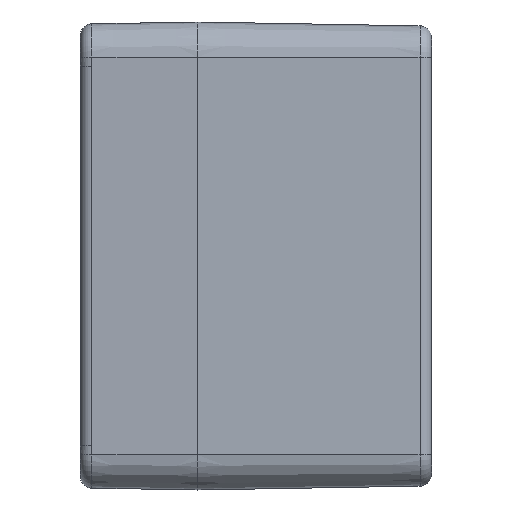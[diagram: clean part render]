
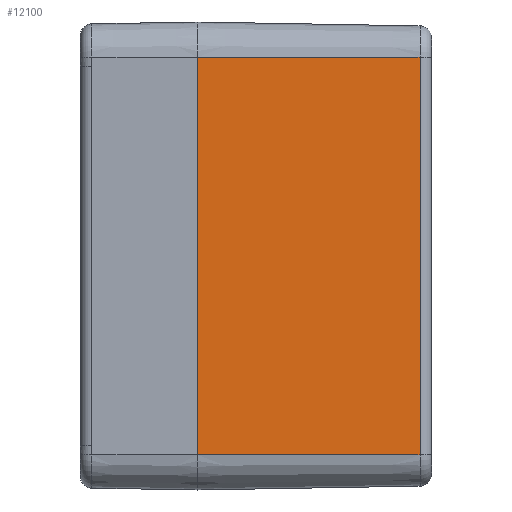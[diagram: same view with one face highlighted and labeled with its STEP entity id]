
A CAD part, left-side view. The second image highlights one B-rep face of the part: STEP entity #12100.
In plain terms, the highlighted planar face has unit normal (-1, -0.018, 0).
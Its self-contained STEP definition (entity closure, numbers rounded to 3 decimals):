
#6495 = CARTESIAN_POINT ( 'NONE',  ( -87.5, 40., 34. ) ) ;
#6496 = DIRECTION ( 'NONE',  ( 0., 0., 1. ) ) ;
#6497 = VECTOR ( 'NONE', #6496, 1000. ) ;
#6498 = CARTESIAN_POINT ( 'NONE',  ( -87.5, 40., -40. ) ) ;
#6503 = LINE ( 'NONE', #6498, #6497 ) ;
#6542 = CARTESIAN_POINT ( 'NONE',  ( -87.5, 40., -34. ) ) ;
#7011 = CARTESIAN_POINT ( 'NONE',  ( -86.836, 1.965, -34. ) ) ;
#7012 = DIRECTION ( 'NONE',  ( 0.017, -1., 0. ) ) ;
#7013 = VECTOR ( 'NONE', #7012, 1000. ) ;
#7014 = CARTESIAN_POINT ( 'NONE',  ( -87.5, 40., -34. ) ) ;
#7016 = LINE ( 'NONE', #7014, #7013 ) ;
#7075 = CARTESIAN_POINT ( 'NONE',  ( -86.836, 1.965, 34. ) ) ;
#7076 = DIRECTION ( 'NONE',  ( 0., 0., 1. ) ) ;
#7077 = VECTOR ( 'NONE', #7076, 1000. ) ;
#7078 = CARTESIAN_POINT ( 'NONE',  ( -86.836, 1.965, -40. ) ) ;
#7079 = LINE ( 'NONE', #7078, #7077 ) ;
#7176 = DIRECTION ( 'NONE',  ( -0.017, 1., 0. ) ) ;
#7177 = VECTOR ( 'NONE', #7176, 1000. ) ;
#7178 = CARTESIAN_POINT ( 'NONE',  ( -87.5, 40., 34. ) ) ;
#7179 = LINE ( 'NONE', #7178, #7177 ) ;
#7191 = DIRECTION ( 'NONE',  ( 0.017, -1., 0. ) ) ;
#7192 = DIRECTION ( 'NONE',  ( -1., -0.017, 0. ) ) ;
#7193 = CARTESIAN_POINT ( 'NONE',  ( -87.5, 40., -40. ) ) ;
#7195 = AXIS2_PLACEMENT_3D ( 'NONE', #7193, #7192, #7191 ) ;
#7196 = PLANE ( 'NONE',  #7195 ) ;
#7197 = FACE_OUTER_BOUND ( 'NONE', #12101, .T. ) ;
#11760 = EDGE_CURVE ( 'NONE', #11765, #11762, #6503, .T. ) ;
#11762 = VERTEX_POINT ( 'NONE', #6495 ) ;
#11765 = VERTEX_POINT ( 'NONE', #6542 ) ;
#12035 = EDGE_CURVE ( 'NONE', #11765, #12036, #7016, .T. ) ;
#12036 = VERTEX_POINT ( 'NONE', #7011 ) ;
#12037 = ORIENTED_EDGE ( 'NONE', *, *, #12038, .T. ) ;
#12038 = EDGE_CURVE ( 'NONE', #12036, #12039, #7079, .T. ) ;
#12039 = VERTEX_POINT ( 'NONE', #7075 ) ;
#12040 = ORIENTED_EDGE ( 'NONE', *, *, #12110, .T. ) ;
#12100 = ADVANCED_FACE ( 'NONE', ( #7197 ), #7196, .T. ) ;
#12101 = EDGE_LOOP ( 'NONE', ( #12102, #12037, #12040, #12111 ) ) ;
#12102 = ORIENTED_EDGE ( 'NONE', *, *, #12035, .T. ) ;
#12110 = EDGE_CURVE ( 'NONE', #12039, #11762, #7179, .T. ) ;
#12111 = ORIENTED_EDGE ( 'NONE', *, *, #11760, .F. ) ;
